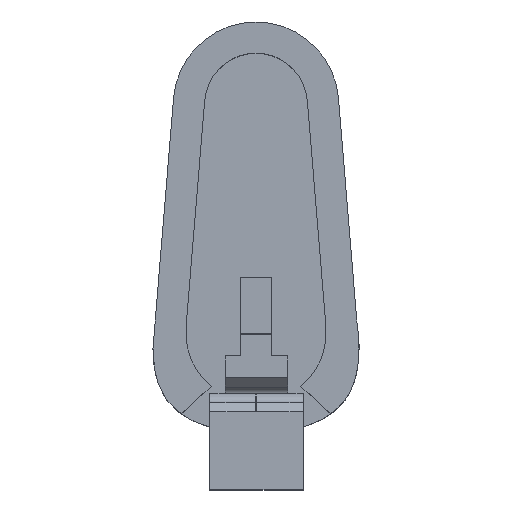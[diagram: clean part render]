
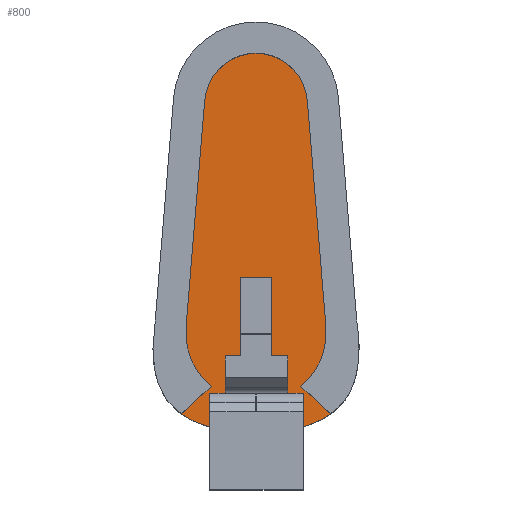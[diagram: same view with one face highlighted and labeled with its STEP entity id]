
A CAD part, top view. The second image highlights one B-rep face of the part: STEP entity #800.
In plain terms, the highlighted planar face has unit normal (0, 0, 1).
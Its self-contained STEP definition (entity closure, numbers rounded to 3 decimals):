
#39=CIRCLE('',#866,2.25);
#40=CIRCLE('',#867,1.65);
#41=CIRCLE('',#868,2.25);
#54=B_SPLINE_CURVE_WITH_KNOTS('',3,(#1234,#1235,#1236,#1237,#1238,#1239),
 .UNSPECIFIED.,.F.,.F.,(4,2,4),(-0.26,-0.184,-0.121),
 .UNSPECIFIED.);
#55=B_SPLINE_CURVE_WITH_KNOTS('',3,(#1254,#1255,#1256,#1257,#1258,#1259,
#1260,#1261),.UNSPECIFIED.,.F.,.F.,(4,2,2,4),(-0.174,-0.173,
-0.077,-0.073),.UNSPECIFIED.);
#76=FACE_OUTER_BOUND('',#120,.T.);
#120=EDGE_LOOP('',(#576,#577,#578,#579,#580,#581,#582,#583,#584,#585,#586,
#587,#588,#589,#590,#591,#592,#593,#594,#595));
#161=LINE('',#1153,#245);
#176=LINE('',#1200,#260);
#187=LINE('',#1228,#271);
#188=LINE('',#1230,#272);
#189=LINE('',#1232,#273);
#190=LINE('',#1241,#274);
#191=LINE('',#1245,#275);
#192=LINE('',#1249,#276);
#193=LINE('',#1253,#277);
#194=LINE('',#1262,#278);
#195=LINE('',#1264,#279);
#196=LINE('',#1266,#280);
#197=LINE('',#1268,#281);
#198=LINE('',#1270,#282);
#199=LINE('',#1271,#283);
#245=VECTOR('',#932,10.);
#260=VECTOR('',#959,10.);
#271=VECTOR('',#982,10.);
#272=VECTOR('',#983,10.);
#273=VECTOR('',#984,10.);
#274=VECTOR('',#985,10.);
#275=VECTOR('',#988,10.);
#276=VECTOR('',#991,10.);
#277=VECTOR('',#994,10.);
#278=VECTOR('',#995,10.);
#279=VECTOR('',#996,10.);
#280=VECTOR('',#997,10.);
#281=VECTOR('',#998,10.);
#282=VECTOR('',#999,10.);
#283=VECTOR('',#1000,10.);
#330=VERTEX_POINT('',#1150);
#331=VERTEX_POINT('',#1152);
#344=VERTEX_POINT('',#1197);
#345=VERTEX_POINT('',#1199);
#352=VERTEX_POINT('',#1217);
#356=VERTEX_POINT('',#1227);
#357=VERTEX_POINT('',#1229);
#358=VERTEX_POINT('',#1231);
#359=VERTEX_POINT('',#1233);
#360=VERTEX_POINT('',#1240);
#361=VERTEX_POINT('',#1242);
#362=VERTEX_POINT('',#1244);
#363=VERTEX_POINT('',#1246);
#364=VERTEX_POINT('',#1248);
#365=VERTEX_POINT('',#1250);
#366=VERTEX_POINT('',#1252);
#367=VERTEX_POINT('',#1263);
#368=VERTEX_POINT('',#1265);
#369=VERTEX_POINT('',#1267);
#370=VERTEX_POINT('',#1269);
#411=EDGE_CURVE('',#330,#331,#161,.T.);
#429=EDGE_CURVE('',#345,#344,#176,.T.);
#443=EDGE_CURVE('',#356,#352,#187,.T.);
#444=EDGE_CURVE('',#357,#352,#188,.T.);
#445=EDGE_CURVE('',#358,#357,#189,.T.);
#446=EDGE_CURVE('',#359,#358,#54,.T.);
#447=EDGE_CURVE('',#360,#359,#190,.T.);
#448=EDGE_CURVE('',#360,#361,#39,.T.);
#449=EDGE_CURVE('',#361,#362,#191,.T.);
#450=EDGE_CURVE('',#362,#363,#40,.T.);
#451=EDGE_CURVE('',#363,#364,#192,.T.);
#452=EDGE_CURVE('',#364,#365,#41,.T.);
#453=EDGE_CURVE('',#366,#365,#193,.T.);
#454=EDGE_CURVE('',#331,#366,#55,.T.);
#455=EDGE_CURVE('',#345,#330,#194,.T.);
#456=EDGE_CURVE('',#344,#367,#195,.T.);
#457=EDGE_CURVE('',#367,#368,#196,.T.);
#458=EDGE_CURVE('',#368,#369,#197,.T.);
#459=EDGE_CURVE('',#369,#370,#198,.T.);
#460=EDGE_CURVE('',#370,#356,#199,.T.);
#576=ORIENTED_EDGE('',*,*,#443,.T.);
#577=ORIENTED_EDGE('',*,*,#444,.F.);
#578=ORIENTED_EDGE('',*,*,#445,.F.);
#579=ORIENTED_EDGE('',*,*,#446,.F.);
#580=ORIENTED_EDGE('',*,*,#447,.F.);
#581=ORIENTED_EDGE('',*,*,#448,.T.);
#582=ORIENTED_EDGE('',*,*,#449,.T.);
#583=ORIENTED_EDGE('',*,*,#450,.T.);
#584=ORIENTED_EDGE('',*,*,#451,.T.);
#585=ORIENTED_EDGE('',*,*,#452,.T.);
#586=ORIENTED_EDGE('',*,*,#453,.F.);
#587=ORIENTED_EDGE('',*,*,#454,.F.);
#588=ORIENTED_EDGE('',*,*,#411,.F.);
#589=ORIENTED_EDGE('',*,*,#455,.F.);
#590=ORIENTED_EDGE('',*,*,#429,.T.);
#591=ORIENTED_EDGE('',*,*,#456,.T.);
#592=ORIENTED_EDGE('',*,*,#457,.T.);
#593=ORIENTED_EDGE('',*,*,#458,.T.);
#594=ORIENTED_EDGE('',*,*,#459,.T.);
#595=ORIENTED_EDGE('',*,*,#460,.T.);
#767=PLANE('',#865);
#800=ADVANCED_FACE('',(#76),#767,.T.);
#865=AXIS2_PLACEMENT_3D('',#1226,#980,#981);
#866=AXIS2_PLACEMENT_3D('',#1243,#986,#987);
#867=AXIS2_PLACEMENT_3D('',#1247,#989,#990);
#868=AXIS2_PLACEMENT_3D('',#1251,#992,#993);
#932=DIRECTION('',(0.,-1.,0.));
#959=DIRECTION('',(0.,1.,0.));
#980=DIRECTION('center_axis',(0.,0.,1.));
#981=DIRECTION('ref_axis',(1.,0.,0.));
#982=DIRECTION('',(0.,-1.,0.));
#983=DIRECTION('',(-1.,0.,0.));
#984=DIRECTION('',(0.,1.,0.));
#985=DIRECTION('',(0.739,-0.674,0.));
#986=DIRECTION('center_axis',(0.,0.,1.));
#987=DIRECTION('ref_axis',(-0.997,0.082,0.));
#988=DIRECTION('',(-0.082,0.997,0.));
#989=DIRECTION('center_axis',(0.,0.,1.));
#990=DIRECTION('ref_axis',(0.997,0.082,0.));
#991=DIRECTION('',(-0.082,-0.997,0.));
#992=DIRECTION('center_axis',(0.,0.,1.));
#993=DIRECTION('ref_axis',(-0.997,0.082,0.));
#994=DIRECTION('',(0.739,0.674,0.));
#995=DIRECTION('',(-1.,0.,0.));
#996=DIRECTION('',(1.,0.,0.));
#997=DIRECTION('',(0.,1.,0.));
#998=DIRECTION('',(1.,0.,0.));
#999=DIRECTION('',(0.,-1.,0.));
#1000=DIRECTION('',(1.,0.,0.));
#1150=CARTESIAN_POINT('',(-1.485,-8.244,1.));
#1152=CARTESIAN_POINT('',(-1.485,-9.322,1.));
#1153=CARTESIAN_POINT('',(-1.485,-9.322,1.));
#1197=CARTESIAN_POINT('',(-0.985,-7.044,1.));
#1199=CARTESIAN_POINT('',(-0.985,-8.244,1.));
#1200=CARTESIAN_POINT('',(-0.985,-4.994,1.));
#1217=CARTESIAN_POINT('',(1.015,-8.244,1.));
#1226=CARTESIAN_POINT('Origin',(0.,-2.944,1.));
#1227=CARTESIAN_POINT('',(1.015,-7.044,1.));
#1228=CARTESIAN_POINT('',(1.015,-5.494,1.));
#1229=CARTESIAN_POINT('',(1.515,-8.244,1.));
#1230=CARTESIAN_POINT('',(0.757,-8.244,1.));
#1231=CARTESIAN_POINT('',(1.515,-9.314,1.));
#1232=CARTESIAN_POINT('',(1.515,-8.544,1.));
#1233=CARTESIAN_POINT('',(2.399,-8.901,1.));
#1234=CARTESIAN_POINT('Ctrl Pts',(2.399,-8.901,1.));
#1235=CARTESIAN_POINT('Ctrl Pts',(2.257,-9.002,1.));
#1236=CARTESIAN_POINT('Ctrl Pts',(2.105,-9.086,1.));
#1237=CARTESIAN_POINT('Ctrl Pts',(1.814,-9.215,1.));
#1238=CARTESIAN_POINT('Ctrl Pts',(1.671,-9.267,1.));
#1239=CARTESIAN_POINT('Ctrl Pts',(1.515,-9.314,1.));
#1240=CARTESIAN_POINT('',(1.438,-8.024,1.));
#1241=CARTESIAN_POINT('',(1.438,-8.024,1.));
#1242=CARTESIAN_POINT('',(2.242,-6.106,1.));
#1243=CARTESIAN_POINT('Origin',(0.,-6.294,1.));
#1244=CARTESIAN_POINT('',(1.644,1.142,1.));
#1245=CARTESIAN_POINT('',(2.242,-6.106,1.));
#1246=CARTESIAN_POINT('',(-1.644,1.142,1.));
#1247=CARTESIAN_POINT('Origin',(0.,1.006,1.));
#1248=CARTESIAN_POINT('',(-2.242,-6.109,1.));
#1249=CARTESIAN_POINT('',(-1.644,1.142,1.));
#1250=CARTESIAN_POINT('',(-1.438,-8.024,1.));
#1251=CARTESIAN_POINT('Origin',(0.,-6.294,1.));
#1252=CARTESIAN_POINT('',(-2.399,-8.901,1.));
#1253=CARTESIAN_POINT('',(-1.438,-8.024,1.));
#1254=CARTESIAN_POINT('Ctrl Pts',(-1.485,-9.322,1.));
#1255=CARTESIAN_POINT('Ctrl Pts',(-1.487,-9.322,1.));
#1256=CARTESIAN_POINT('Ctrl Pts',(-1.488,-9.321,1.));
#1257=CARTESIAN_POINT('Ctrl Pts',(-1.795,-9.232,1.));
#1258=CARTESIAN_POINT('Ctrl Pts',(-2.098,-9.107,1.));
#1259=CARTESIAN_POINT('Ctrl Pts',(-2.375,-8.918,1.));
#1260=CARTESIAN_POINT('Ctrl Pts',(-2.387,-8.909,1.));
#1261=CARTESIAN_POINT('Ctrl Pts',(-2.399,-8.901,1.));
#1262=CARTESIAN_POINT('',(-0.006,-8.244,1.));
#1263=CARTESIAN_POINT('',(-0.5,-7.044,1.));
#1264=CARTESIAN_POINT('',(-0.25,-7.044,1.));
#1265=CARTESIAN_POINT('',(-0.5,-4.544,1.));
#1266=CARTESIAN_POINT('',(-0.5,-3.744,1.));
#1267=CARTESIAN_POINT('',(0.5,-4.544,1.));
#1268=CARTESIAN_POINT('',(0.25,-4.544,1.));
#1269=CARTESIAN_POINT('',(0.5,-7.044,1.));
#1270=CARTESIAN_POINT('',(0.5,-4.994,1.));
#1271=CARTESIAN_POINT('',(0.507,-7.044,1.));
